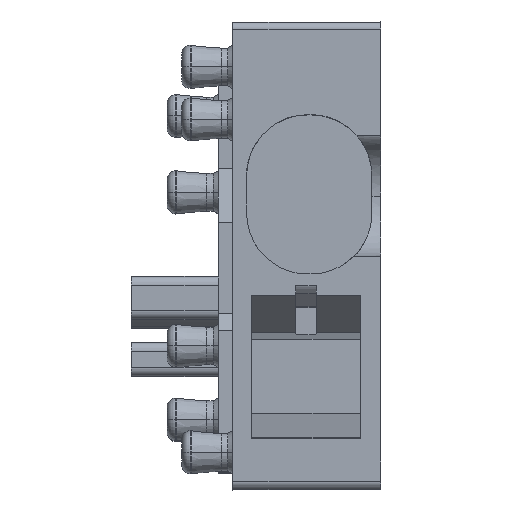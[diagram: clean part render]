
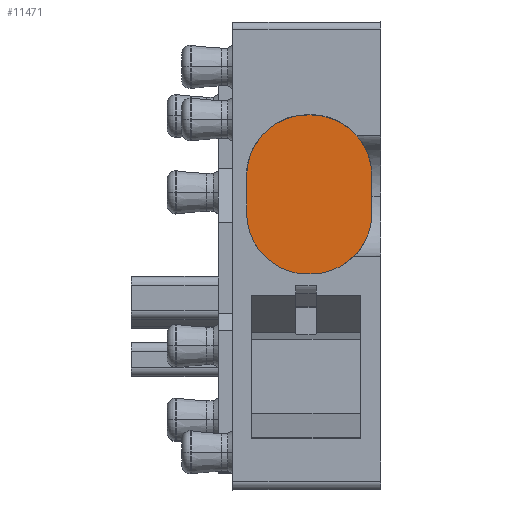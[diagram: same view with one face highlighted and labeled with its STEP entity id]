
A CAD part, top view. The second image highlights one B-rep face of the part: STEP entity #11471.
In plain terms, the highlighted planar face has unit normal (0, 0, 1).
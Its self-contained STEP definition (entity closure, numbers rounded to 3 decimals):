
#10413=AXIS2_PLACEMENT_3D('Circle Axis2P3D',#10411,#10412,$) ;
#10465=AXIS2_PLACEMENT_3D('Circle Axis2P3D',#10463,#10464,$) ;
#10515=AXIS2_PLACEMENT_3D('Circle Axis2P3D',#10513,#10514,$) ;
#10572=AXIS2_PLACEMENT_3D('Circle Axis2P3D',#10570,#10571,$) ;
#11459=AXIS2_PLACEMENT_3D('Plane Axis2P3D',#11456,#11457,#11458) ;
#10408=CARTESIAN_POINT('Vertex',(8.3,9.55,35.82)) ;
#10411=CARTESIAN_POINT('Axis2P3D Location',(6.2,9.55,35.82)) ;
#10415=CARTESIAN_POINT('Vertex',(6.2,7.45,35.82)) ;
#10438=CARTESIAN_POINT('Line Origine',(6.137,7.45,35.82)) ;
#10442=CARTESIAN_POINT('Vertex',(6.075,7.45,35.82)) ;
#10463=CARTESIAN_POINT('Axis2P3D Location',(6.075,9.55,35.82)) ;
#10467=CARTESIAN_POINT('Vertex',(3.975,9.55,35.82)) ;
#10488=CARTESIAN_POINT('Line Origine',(3.975,10.2,35.82)) ;
#10492=CARTESIAN_POINT('Vertex',(3.975,10.85,35.82)) ;
#10513=CARTESIAN_POINT('Axis2P3D Location',(6.075,10.85,35.82)) ;
#10517=CARTESIAN_POINT('Vertex',(6.075,12.95,35.82)) ;
#10538=CARTESIAN_POINT('Line Origine',(6.137,12.95,35.82)) ;
#10542=CARTESIAN_POINT('Vertex',(6.2,12.95,35.82)) ;
#10567=CARTESIAN_POINT('Vertex',(8.3,10.85,35.82)) ;
#10570=CARTESIAN_POINT('Axis2P3D Location',(6.2,10.85,35.82)) ;
#11109=CARTESIAN_POINT('Line Origine',(8.3,10.2,35.82)) ;
#11456=CARTESIAN_POINT('Axis2P3D Location',(6.075,10.85,35.82)) ;
#10412=DIRECTION('Axis2P3D Direction',(0.,0.,-1.)) ;
#10439=DIRECTION('Vector Direction',(1.,0.,0.)) ;
#10464=DIRECTION('Axis2P3D Direction',(0.,0.,-1.)) ;
#10489=DIRECTION('Vector Direction',(0.,-1.,0.)) ;
#10514=DIRECTION('Axis2P3D Direction',(0.,0.,-1.)) ;
#10539=DIRECTION('Vector Direction',(-1.,0.,0.)) ;
#10571=DIRECTION('Axis2P3D Direction',(0.,0.,-1.)) ;
#11110=DIRECTION('Vector Direction',(0.,1.,0.)) ;
#11457=DIRECTION('Axis2P3D Direction',(0.,0.,1.)) ;
#11458=DIRECTION('Axis2P3D XDirection',(1.,0.,0.)) ;
#10440=VECTOR('Line Direction',#10439,1.) ;
#10490=VECTOR('Line Direction',#10489,1.) ;
#10540=VECTOR('Line Direction',#10539,1.) ;
#11111=VECTOR('Line Direction',#11110,1.) ;
#11462=ORIENTED_EDGE('',*,*,#10519,.T.) ;
#11463=ORIENTED_EDGE('',*,*,#10494,.T.) ;
#11464=ORIENTED_EDGE('',*,*,#10469,.T.) ;
#11465=ORIENTED_EDGE('',*,*,#10444,.T.) ;
#11466=ORIENTED_EDGE('',*,*,#10417,.T.) ;
#11467=ORIENTED_EDGE('',*,*,#11113,.T.) ;
#11468=ORIENTED_EDGE('',*,*,#10574,.T.) ;
#11469=ORIENTED_EDGE('',*,*,#10544,.T.) ;
#11471=ADVANCED_FACE('ZP 2.5/1AN ZA BL',(#11470),#11460,.T.) ;
#10414=CIRCLE('generated circle',#10413,2.1) ;
#10466=CIRCLE('generated circle',#10465,2.1) ;
#10516=CIRCLE('generated circle',#10515,2.1) ;
#10573=CIRCLE('generated circle',#10572,2.1) ;
#10417=EDGE_CURVE('',#10416,#10409,#10414,.F.) ;
#10444=EDGE_CURVE('',#10443,#10416,#10441,.T.) ;
#10469=EDGE_CURVE('',#10468,#10443,#10466,.F.) ;
#10494=EDGE_CURVE('',#10493,#10468,#10491,.T.) ;
#10519=EDGE_CURVE('',#10518,#10493,#10516,.F.) ;
#10544=EDGE_CURVE('',#10543,#10518,#10541,.T.) ;
#10574=EDGE_CURVE('',#10568,#10543,#10573,.F.) ;
#11113=EDGE_CURVE('',#10409,#10568,#11112,.T.) ;
#11461=EDGE_LOOP('',(#11462,#11463,#11464,#11465,#11466,#11467,#11468,#11469)) ;
#11470=FACE_OUTER_BOUND('',#11461,.T.) ;
#10441=LINE('Line',#10438,#10440) ;
#10491=LINE('Line',#10488,#10490) ;
#10541=LINE('Line',#10538,#10540) ;
#11112=LINE('Line',#11109,#11111) ;
#11460=PLANE('',#11459) ;
#10409=VERTEX_POINT('',#10408) ;
#10416=VERTEX_POINT('',#10415) ;
#10443=VERTEX_POINT('',#10442) ;
#10468=VERTEX_POINT('',#10467) ;
#10493=VERTEX_POINT('',#10492) ;
#10518=VERTEX_POINT('',#10517) ;
#10543=VERTEX_POINT('',#10542) ;
#10568=VERTEX_POINT('',#10567) ;
